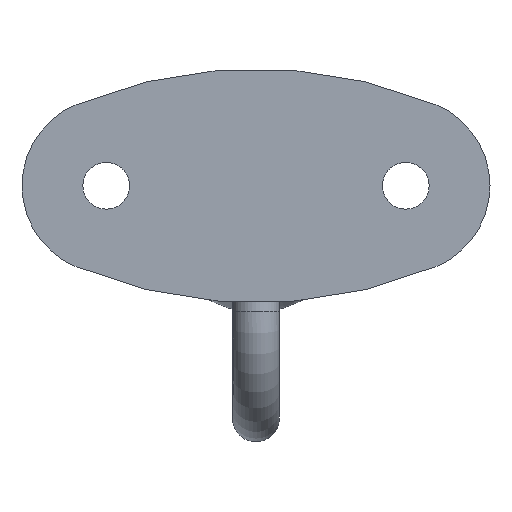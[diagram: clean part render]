
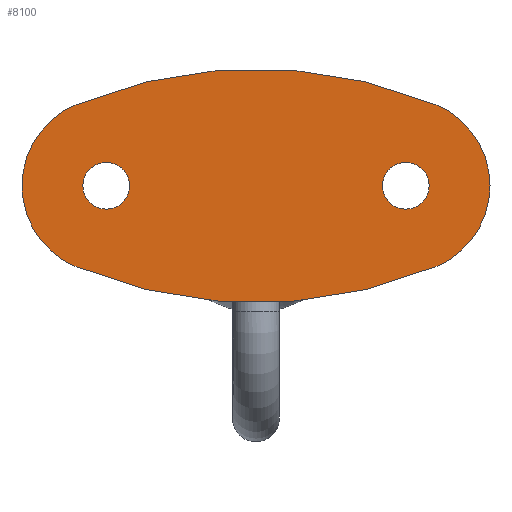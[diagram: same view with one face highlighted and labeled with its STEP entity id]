
A CAD part, front view. The second image highlights one B-rep face of the part: STEP entity #8100.
In plain terms, the highlighted planar face has unit normal (0, -1, 0).
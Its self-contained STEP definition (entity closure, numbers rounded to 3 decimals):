
#7370=CARTESIAN_POINT('',(274.,58.,0.));
#7380=DIRECTION('',(0.,-1.,0.));
#7390=DIRECTION('',(1.,0.,0.));
#7400=AXIS2_PLACEMENT_3D('',#7370,#7380,#7390);
#7410=PLANE('',#7400);
#7420=CARTESIAN_POINT('',(242.125,58.,-13.303));
#7430=DIRECTION('',(0.,-1.,0.));
#7440=DIRECTION('',(1.,0.,0.));
#7450=AXIS2_PLACEMENT_3D('',#7420,#7430,#7440);
#7460=CIRCLE('',#7450,9.375);
#7470=CARTESIAN_POINT('',(245.731,58.,-21.957));
#7480=VERTEX_POINT('',#7470);
#7490=CARTESIAN_POINT('',(245.731,58.,-4.649));
#7500=VERTEX_POINT('',#7490);
#7510=EDGE_CURVE('',#7480,#7500,#7460,.T.);
#7520=ORIENTED_EDGE('',*,*,#7510,.T.);
#7530=CARTESIAN_POINT('',(226.5,58.,24.197));
#7540=DIRECTION('',(0.,-1.,0.));
#7550=DIRECTION('',(1.,0.,0.));
#7560=AXIS2_PLACEMENT_3D('',#7530,#7540,#7550);
#7570=CIRCLE('',#7560,50.);
#7580=CARTESIAN_POINT('',(207.269,58.,-21.957));
#7590=VERTEX_POINT('',#7580);
#7600=EDGE_CURVE('',#7590,#7480,#7570,.T.);
#7610=ORIENTED_EDGE('',*,*,#7600,.T.);
#7620=CARTESIAN_POINT('',(210.875,58.,-13.303));
#7630=DIRECTION('',(0.,-1.,0.));
#7640=DIRECTION('',(1.,0.,0.));
#7650=AXIS2_PLACEMENT_3D('',#7620,#7630,#7640);
#7660=CIRCLE('',#7650,9.375);
#7670=CARTESIAN_POINT('',(207.269,58.,-4.649));
#7680=VERTEX_POINT('',#7670);
#7690=EDGE_CURVE('',#7680,#7590,#7660,.T.);
#7700=ORIENTED_EDGE('',*,*,#7690,.T.);
#7710=CARTESIAN_POINT('',(226.5,58.,-50.803));
#7720=DIRECTION('',(0.,-1.,0.));
#7730=DIRECTION('',(1.,0.,0.));
#7740=AXIS2_PLACEMENT_3D('',#7710,#7720,#7730);
#7750=CIRCLE('',#7740,50.);
#7760=EDGE_CURVE('',#7500,#7680,#7750,.T.);
#7770=ORIENTED_EDGE('',*,*,#7760,.T.);
#7780=EDGE_LOOP('',(#7770,#7700,#7610,#7520));
#7790=FACE_OUTER_BOUND('',#7780,.T.);
#7800=CARTESIAN_POINT('',(210.5,58.,-13.303));
#7810=DIRECTION('',(0.,1.,0.));
#7820=DIRECTION('',(-1.,0.,0.));
#7830=AXIS2_PLACEMENT_3D('',#7800,#7810,#7820);
#7840=CIRCLE('',#7830,2.5);
#7850=CARTESIAN_POINT('',(208.,58.,-13.303));
#7860=VERTEX_POINT('',#7850);
#7870=CARTESIAN_POINT('',(213.,58.,-13.303));
#7880=VERTEX_POINT('',#7870);
#7890=EDGE_CURVE('',#7860,#7880,#7840,.T.);
#7900=ORIENTED_EDGE('',*,*,#7890,.T.);
#7910=EDGE_CURVE('',#7880,#7860,#7840,.T.);
#7920=ORIENTED_EDGE('',*,*,#7910,.T.);
#7930=EDGE_LOOP('',(#7920,#7900));
#7940=FACE_BOUND('',#7930,.T.);
#7950=CARTESIAN_POINT('',(242.5,58.,-13.303));
#7960=DIRECTION('',(0.,1.,0.));
#7970=DIRECTION('',(-1.,0.,0.));
#7980=AXIS2_PLACEMENT_3D('',#7950,#7960,#7970);
#7990=CIRCLE('',#7980,2.5);
#8000=CARTESIAN_POINT('',(240.,58.,-13.303));
#8010=VERTEX_POINT('',#8000);
#8020=CARTESIAN_POINT('',(245.,58.,-13.303));
#8030=VERTEX_POINT('',#8020);
#8040=EDGE_CURVE('',#8010,#8030,#7990,.T.);
#8050=ORIENTED_EDGE('',*,*,#8040,.T.);
#8060=EDGE_CURVE('',#8030,#8010,#7990,.T.);
#8070=ORIENTED_EDGE('',*,*,#8060,.T.);
#8080=EDGE_LOOP('',(#8070,#8050));
#8090=FACE_BOUND('',#8080,.T.);
#8100=ADVANCED_FACE('',(#7790,#7940,#8090),#7410,.T.);
